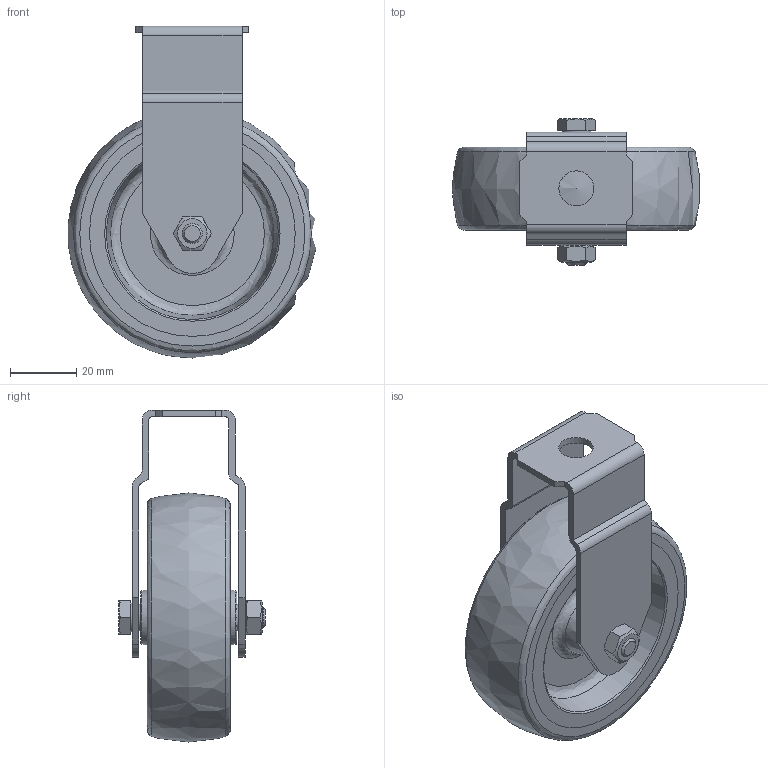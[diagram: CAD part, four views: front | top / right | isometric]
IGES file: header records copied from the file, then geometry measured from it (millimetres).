
Global section: file name: 507508.1ESD.stp.ipt; native system: Autodesk Inventor 2014; preprocessor: unknown; author: zeman; date: 20151020.100040; units: millimetre
Bounding box: 74.65 x 44 x 100 mm (x, y, z)
Volume: 83532.9 mm3; surface area: 41016.5 mm2
Topology: 6 solids, 6 shells, 115 faces, 293 edges, 200 vertices
Faces by surface type: plane 59, revolution 30, cylinder 14, cone 11, sphere 1
Full cylindrical faces by diameter (mm): 6 x1, 8 x1, 8.9 x1, 60 x1, 62 x2
